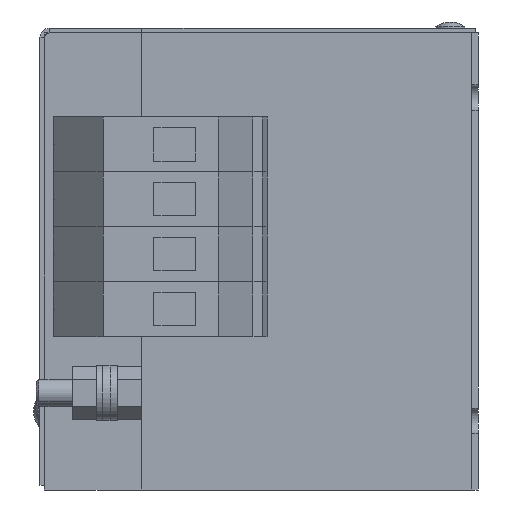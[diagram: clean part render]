
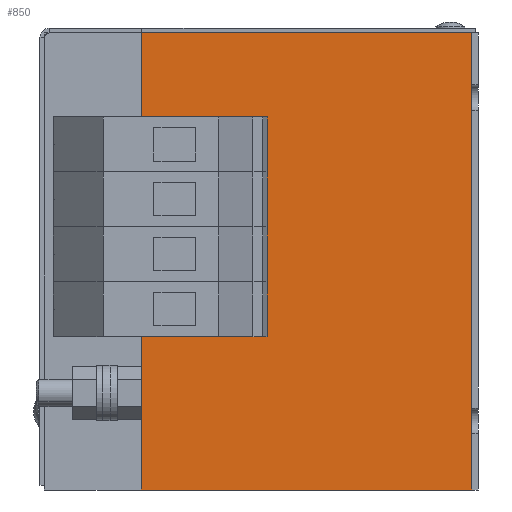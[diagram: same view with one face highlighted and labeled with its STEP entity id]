
A CAD part, left-side view. The second image highlights one B-rep face of the part: STEP entity #850.
In plain terms, the highlighted planar face has unit normal (-1, 0, 0).
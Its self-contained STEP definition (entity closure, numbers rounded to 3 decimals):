
#17 = ORIENTED_EDGE ( 'NONE', *, *, #1530, .T. ) ;
#182 = VECTOR ( 'NONE', #231, 1000. ) ;
#231 = DIRECTION ( 'NONE',  ( 0., -1., 0. ) ) ;
#256 = CARTESIAN_POINT ( 'NONE',  ( -110., 0., -17.55 ) ) ;
#288 = CARTESIAN_POINT ( 'NONE',  ( -110., 44.3, -50.75 ) ) ;
#291 = ORIENTED_EDGE ( 'NONE', *, *, #3456, .T. ) ;
#440 = CARTESIAN_POINT ( 'NONE',  ( -110., 71.5, -50.75 ) ) ;
#461 = LINE ( 'NONE', #7052, #3372 ) ;
#476 = EDGE_CURVE ( 'NONE', #1300, #3627, #7778, .T. ) ;
#748 = EDGE_CURVE ( 'NONE', #6399, #2162, #8134, .T. ) ;
#850 = ADVANCED_FACE ( 'NONE', ( #945 ), #3023, .T. ) ;
#945 = FACE_OUTER_BOUND ( 'NONE', #4039, .T. ) ;
#989 = ORIENTED_EDGE ( 'NONE', *, *, #5016, .F. ) ;
#1004 = LINE ( 'NONE', #8319, #1080 ) ;
#1017 = EDGE_CURVE ( 'NONE', #8550, #6952, #4780, .T. ) ;
#1080 = VECTOR ( 'NONE', #8240, 1000. ) ;
#1097 = DIRECTION ( 'NONE',  ( 0., 0., -1. ) ) ;
#1175 = VECTOR ( 'NONE', #1358, 1000. ) ;
#1180 = CARTESIAN_POINT ( 'NONE',  ( -110., 44.3, 30.05 ) ) ;
#1300 = VERTEX_POINT ( 'NONE', #5681 ) ;
#1358 = DIRECTION ( 'NONE',  ( 0., 0., 1. ) ) ;
#1423 = CARTESIAN_POINT ( 'NONE',  ( -110., 71.5, -17.55 ) ) ;
#1530 = EDGE_CURVE ( 'NONE', #4453, #8550, #3070, .T. ) ;
#1686 = CARTESIAN_POINT ( 'NONE',  ( -110., 44.3, 6.25 ) ) ;
#1717 = CARTESIAN_POINT ( 'NONE',  ( -110., 0., 48.25 ) ) ;
#1905 = VECTOR ( 'NONE', #7760, 1000. ) ;
#1938 = ORIENTED_EDGE ( 'NONE', *, *, #748, .F. ) ;
#2037 = ORIENTED_EDGE ( 'NONE', *, *, #5916, .T. ) ;
#2058 = ORIENTED_EDGE ( 'NONE', *, *, #1017, .T. ) ;
#2162 = VERTEX_POINT ( 'NONE', #8456 ) ;
#2329 = LINE ( 'NONE', #4963, #3973 ) ;
#2702 = VERTEX_POINT ( 'NONE', #6373 ) ;
#2846 = ORIENTED_EDGE ( 'NONE', *, *, #3465, .T. ) ;
#2868 = VECTOR ( 'NONE', #1097, 1000. ) ;
#3023 = PLANE ( 'NONE',  #4908 ) ;
#3070 = LINE ( 'NONE', #8153, #182 ) ;
#3091 = DIRECTION ( 'NONE',  ( 0., 0., -1. ) ) ;
#3106 = DIRECTION ( 'NONE',  ( 0., 0., 1. ) ) ;
#3372 = VECTOR ( 'NONE', #6439, 1000. ) ;
#3456 = EDGE_CURVE ( 'NONE', #5404, #2702, #4434, .T. ) ;
#3465 = EDGE_CURVE ( 'NONE', #2702, #2162, #3736, .T. ) ;
#3606 = VERTEX_POINT ( 'NONE', #1180 ) ;
#3627 = VERTEX_POINT ( 'NONE', #7888 ) ;
#3663 = VECTOR ( 'NONE', #6263, 1000. ) ;
#3736 = LINE ( 'NONE', #4309, #5064 ) ;
#3822 = EDGE_CURVE ( 'NONE', #4453, #6399, #7550, .T. ) ;
#3941 = LINE ( 'NONE', #6588, #1905 ) ;
#3973 = VECTOR ( 'NONE', #8292, 1000. ) ;
#4039 = EDGE_LOOP ( 'NONE', ( #5561, #2037, #5531, #5557, #291, #2846, #1938, #5243, #17, #2058, #989 ) ) ;
#4309 = CARTESIAN_POINT ( 'NONE',  ( -110., 44.3, -50.75 ) ) ;
#4434 = LINE ( 'NONE', #288, #2868 ) ;
#4453 = VERTEX_POINT ( 'NONE', #6753 ) ;
#4566 = EDGE_CURVE ( 'NONE', #7093, #5404, #2329, .T. ) ;
#4597 = CARTESIAN_POINT ( 'NONE',  ( -110., 44.3, 18.15 ) ) ;
#4780 = LINE ( 'NONE', #7894, #1175 ) ;
#4908 = AXIS2_PLACEMENT_3D ( 'NONE', #7480, #5652, #8295 ) ;
#4963 = CARTESIAN_POINT ( 'NONE',  ( -110., 44.3, -50.75 ) ) ;
#5016 = EDGE_CURVE ( 'NONE', #3627, #6952, #1004, .T. ) ;
#5064 = VECTOR ( 'NONE', #3091, 1000. ) ;
#5102 = EDGE_CURVE ( 'NONE', #3606, #7093, #3941, .T. ) ;
#5243 = ORIENTED_EDGE ( 'NONE', *, *, #3822, .F. ) ;
#5404 = VERTEX_POINT ( 'NONE', #1686 ) ;
#5527 = CARTESIAN_POINT ( 'NONE',  ( -110., 0., -50.75 ) ) ;
#5531 = ORIENTED_EDGE ( 'NONE', *, *, #5102, .T. ) ;
#5557 = ORIENTED_EDGE ( 'NONE', *, *, #4566, .T. ) ;
#5561 = ORIENTED_EDGE ( 'NONE', *, *, #476, .F. ) ;
#5638 = DIRECTION ( 'NONE',  ( 0., 0., 1. ) ) ;
#5652 = DIRECTION ( 'NONE',  ( -1., 0., 0. ) ) ;
#5681 = CARTESIAN_POINT ( 'NONE',  ( -110., 71.5, 30.05 ) ) ;
#5760 = VECTOR ( 'NONE', #5638, 1000. ) ;
#5824 = CARTESIAN_POINT ( 'NONE',  ( -110., 71.5, -50.75 ) ) ;
#5916 = EDGE_CURVE ( 'NONE', #1300, #3606, #461, .T. ) ;
#6263 = DIRECTION ( 'NONE',  ( 0., -1., 0. ) ) ;
#6373 = CARTESIAN_POINT ( 'NONE',  ( -110., 44.3, -5.65 ) ) ;
#6399 = VERTEX_POINT ( 'NONE', #1423 ) ;
#6439 = DIRECTION ( 'NONE',  ( 0., -1., 0. ) ) ;
#6588 = CARTESIAN_POINT ( 'NONE',  ( -110., 44.3, -50.75 ) ) ;
#6753 = CARTESIAN_POINT ( 'NONE',  ( -110., 71.5, -50.75 ) ) ;
#6952 = VERTEX_POINT ( 'NONE', #1717 ) ;
#7052 = CARTESIAN_POINT ( 'NONE',  ( -110., 0., 30.05 ) ) ;
#7093 = VERTEX_POINT ( 'NONE', #4597 ) ;
#7403 = VECTOR ( 'NONE', #3106, 1000. ) ;
#7480 = CARTESIAN_POINT ( 'NONE',  ( -110., 0., -50.75 ) ) ;
#7550 = LINE ( 'NONE', #440, #5760 ) ;
#7760 = DIRECTION ( 'NONE',  ( 0., 0., -1. ) ) ;
#7778 = LINE ( 'NONE', #5824, #7403 ) ;
#7888 = CARTESIAN_POINT ( 'NONE',  ( -110., 71.5, 48.25 ) ) ;
#7894 = CARTESIAN_POINT ( 'NONE',  ( -110., 0., -50.75 ) ) ;
#8134 = LINE ( 'NONE', #256, #3663 ) ;
#8153 = CARTESIAN_POINT ( 'NONE',  ( -110., 0., -50.75 ) ) ;
#8240 = DIRECTION ( 'NONE',  ( 0., -1., 0. ) ) ;
#8292 = DIRECTION ( 'NONE',  ( 0., 0., -1. ) ) ;
#8295 = DIRECTION ( 'NONE',  ( 0., 0., 1. ) ) ;
#8319 = CARTESIAN_POINT ( 'NONE',  ( -110., 0., 48.25 ) ) ;
#8456 = CARTESIAN_POINT ( 'NONE',  ( -110., 44.3, -17.55 ) ) ;
#8550 = VERTEX_POINT ( 'NONE', #5527 ) ;
